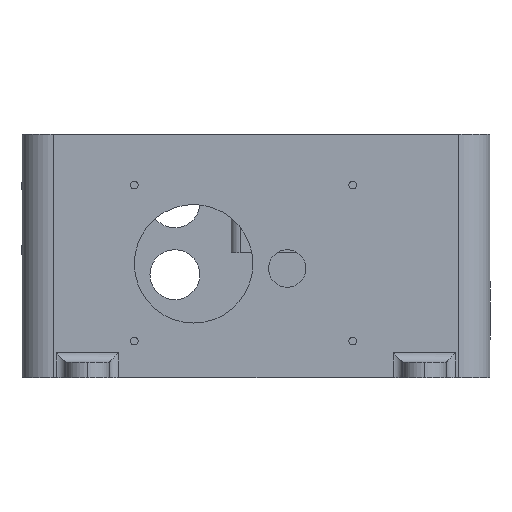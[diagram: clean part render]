
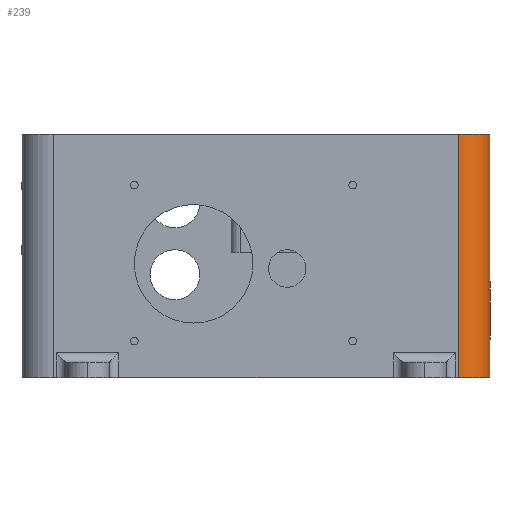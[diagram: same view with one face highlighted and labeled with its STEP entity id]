
A CAD part, left-side view. The second image highlights one B-rep face of the part: STEP entity #239.
In plain terms, the highlighted cylindrical face has radius 10 mm (diameter 20 mm), a partial arc.
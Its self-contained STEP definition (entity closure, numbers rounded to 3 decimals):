
#175 = DIRECTION ( 'NONE',  ( 0., 0., -1. ) ) ;
#239 = ADVANCED_FACE ( 'NONE', ( #10232 ), #11216, .T. ) ;
#1189 = CARTESIAN_POINT ( 'NONE',  ( -315., -75., -3. ) ) ;
#1218 = AXIS2_PLACEMENT_3D ( 'NONE', #6235, #6169, #5251 ) ;
#1265 = EDGE_CURVE ( 'NONE', #3522, #5419, #12935, .T. ) ;
#1407 = CARTESIAN_POINT ( 'NONE',  ( -325., -65., 75. ) ) ;
#1611 = CIRCLE ( 'NONE', #12678, 10. ) ;
#1642 = ORIENTED_EDGE ( 'NONE', *, *, #11931, .F. ) ;
#1811 = VECTOR ( 'NONE', #2935, 1000. ) ;
#1917 = LINE ( 'NONE', #1189, #12907 ) ;
#2025 = CARTESIAN_POINT ( 'NONE',  ( -315., -75., 75. ) ) ;
#2636 = ORIENTED_EDGE ( 'NONE', *, *, #3489, .F. ) ;
#2935 = DIRECTION ( 'NONE',  ( 0., 0., 1. ) ) ;
#3489 = EDGE_CURVE ( 'NONE', #5419, #8669, #1611, .T. ) ;
#3522 = VERTEX_POINT ( 'NONE', #5338 ) ;
#4363 = DIRECTION ( 'NONE',  ( 0., 0., 1. ) ) ;
#5001 = CARTESIAN_POINT ( 'NONE',  ( -325., -65., 67. ) ) ;
#5251 = DIRECTION ( 'NONE',  ( 0., -1., 0. ) ) ;
#5338 = CARTESIAN_POINT ( 'NONE',  ( -325., -65., -3. ) ) ;
#5419 = VERTEX_POINT ( 'NONE', #1407 ) ;
#5660 = CIRCLE ( 'NONE', #11941, 10. ) ;
#6065 = CARTESIAN_POINT ( 'NONE',  ( -315., -75., -3. ) ) ;
#6169 = DIRECTION ( 'NONE',  ( 0., 0., 1. ) ) ;
#6235 = CARTESIAN_POINT ( 'NONE',  ( -315., -65., 0. ) ) ;
#6584 = EDGE_LOOP ( 'NONE', ( #10523, #2636, #12321, #1642 ) ) ;
#6912 = CARTESIAN_POINT ( 'NONE',  ( -315., -65., -3. ) ) ;
#8214 = DIRECTION ( 'NONE',  ( -1., 0., 0. ) ) ;
#8352 = CARTESIAN_POINT ( 'NONE',  ( -315., -65., 75. ) ) ;
#8358 = EDGE_CURVE ( 'NONE', #8669, #9881, #1917, .T. ) ;
#8669 = VERTEX_POINT ( 'NONE', #2025 ) ;
#9881 = VERTEX_POINT ( 'NONE', #6065 ) ;
#10232 = FACE_OUTER_BOUND ( 'NONE', #6584, .T. ) ;
#10523 = ORIENTED_EDGE ( 'NONE', *, *, #8358, .F. ) ;
#10999 = DIRECTION ( 'NONE',  ( 0., 0., -1. ) ) ;
#11216 = CYLINDRICAL_SURFACE ( 'NONE', #1218, 10. ) ;
#11931 = EDGE_CURVE ( 'NONE', #9881, #3522, #5660, .T. ) ;
#11941 = AXIS2_PLACEMENT_3D ( 'NONE', #6912, #175, #8214 ) ;
#12321 = ORIENTED_EDGE ( 'NONE', *, *, #1265, .F. ) ;
#12346 = DIRECTION ( 'NONE',  ( 1., 0., 0. ) ) ;
#12678 = AXIS2_PLACEMENT_3D ( 'NONE', #8352, #4363, #12346 ) ;
#12907 = VECTOR ( 'NONE', #10999, 1000. ) ;
#12935 = LINE ( 'NONE', #5001, #1811 ) ;
